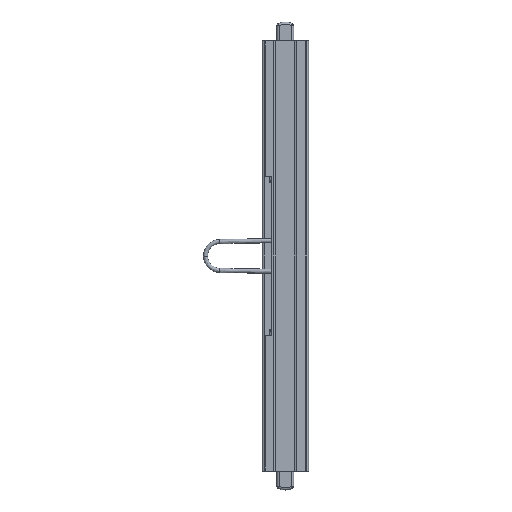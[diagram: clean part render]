
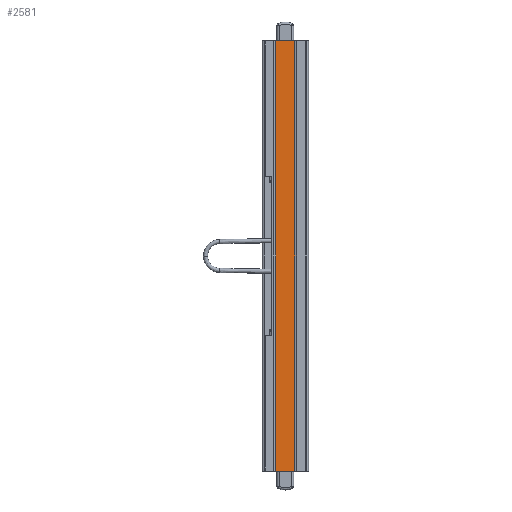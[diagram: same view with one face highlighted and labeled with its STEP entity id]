
A CAD part, front view. The second image highlights one B-rep face of the part: STEP entity #2581.
In plain terms, the highlighted planar face has unit normal (0, -1, 0).
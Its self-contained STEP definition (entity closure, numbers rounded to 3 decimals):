
#144=PLANE('',#2842);
#270=FACE_OUTER_BOUND('',#428,.T.);
#428=EDGE_LOOP('',(#2151,#2152,#2153,#2154));
#763=LINE('',#4487,#983);
#764=LINE('',#4489,#984);
#765=LINE('',#4491,#985);
#766=LINE('',#4492,#986);
#983=VECTOR('',#3509,10.);
#984=VECTOR('',#3510,10.);
#985=VECTOR('',#3511,10.);
#986=VECTOR('',#3512,10.);
#1235=VERTEX_POINT('',#4485);
#1236=VERTEX_POINT('',#4486);
#1237=VERTEX_POINT('',#4488);
#1238=VERTEX_POINT('',#4490);
#1574=EDGE_CURVE('',#1235,#1236,#763,.T.);
#1575=EDGE_CURVE('',#1237,#1236,#764,.T.);
#1576=EDGE_CURVE('',#1238,#1237,#765,.T.);
#1577=EDGE_CURVE('',#1238,#1235,#766,.T.);
#2151=ORIENTED_EDGE('',*,*,#1574,.T.);
#2152=ORIENTED_EDGE('',*,*,#1575,.F.);
#2153=ORIENTED_EDGE('',*,*,#1576,.F.);
#2154=ORIENTED_EDGE('',*,*,#1577,.T.);
#2581=ADVANCED_FACE('',(#270),#144,.T.);
#2842=AXIS2_PLACEMENT_3D('',#4484,#3507,#3508);
#3507=DIRECTION('center_axis',(0.,-1.,0.));
#3508=DIRECTION('ref_axis',(0.,0.,-1.));
#3509=DIRECTION('',(1.,0.,0.));
#3510=DIRECTION('',(0.,0.,-1.));
#3511=DIRECTION('',(1.,0.,0.));
#3512=DIRECTION('',(0.,0.,-1.));
#4484=CARTESIAN_POINT('Origin',(-4.5,-10.,0.));
#4485=CARTESIAN_POINT('',(-4.5,-10.,-204.));
#4486=CARTESIAN_POINT('',(4.5,-10.,-204.));
#4487=CARTESIAN_POINT('',(-4.5,-10.,-204.));
#4488=CARTESIAN_POINT('',(4.5,-10.,0.));
#4489=CARTESIAN_POINT('',(4.5,-10.,0.));
#4490=CARTESIAN_POINT('',(-4.5,-10.,0.));
#4491=CARTESIAN_POINT('',(-4.5,-10.,0.));
#4492=CARTESIAN_POINT('',(-4.5,-10.,0.));
